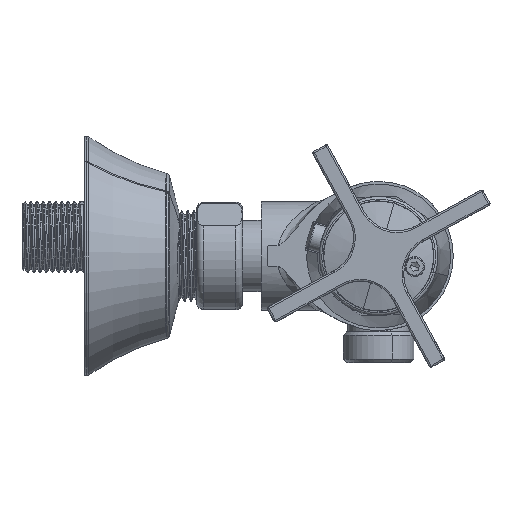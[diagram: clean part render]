
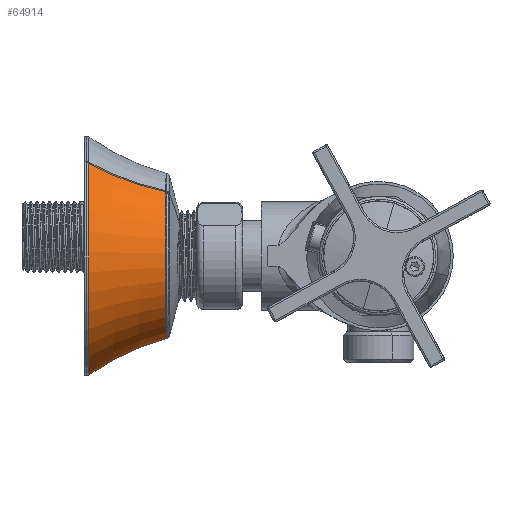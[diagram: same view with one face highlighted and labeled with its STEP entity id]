
A CAD part, left-side view. The second image highlights one B-rep face of the part: STEP entity #64914.
In plain terms, the highlighted toroidal (fillet/blend) face has major radius 92.341 mm and minor radius 70.5 mm.
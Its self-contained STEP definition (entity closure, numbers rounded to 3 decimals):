
#1534 = CIRCLE ( 'NONE', #86598, 34.816 ) ;
#6062 = DIRECTION ( 'NONE',  ( 0., 1., 0. ) ) ;
#14585 = DIRECTION ( 'NONE',  ( -0.788, 0., -0.616 ) ) ;
#14752 = AXIS2_PLACEMENT_3D ( 'NONE', #36370, #62945, #36799 ) ;
#17652 = CIRCLE ( 'NONE', #14752, 70.5 ) ;
#21479 = VERTEX_POINT ( 'NONE', #69883 ) ;
#23588 = EDGE_CURVE ( 'NONE', #32365, #63423, #60469, .T. ) ;
#26278 = CARTESIAN_POINT ( 'NONE',  ( -5.936, 84.738, 27.435 ) ) ;
#27709 = CARTESIAN_POINT ( 'NONE',  ( 15.5, 43.98, 0. ) ) ;
#32365 = VERTEX_POINT ( 'NONE', #56818 ) ;
#33502 = DIRECTION ( 'NONE',  ( 0.616, 0., -0.788 ) ) ;
#35272 = DIRECTION ( 'NONE',  ( -0.616, 0., 0.788 ) ) ;
#36370 = CARTESIAN_POINT ( 'NONE',  ( 72.353, 43.98, -72.763 ) ) ;
#36799 = DIRECTION ( 'NONE',  ( 0.616, 0., -0.788 ) ) ;
#38555 = VERTEX_POINT ( 'NONE', #26278 ) ;
#42184 = ORIENTED_EDGE ( 'NONE', *, *, #46129, .F. ) ;
#46129 = EDGE_CURVE ( 'NONE', #38555, #63423, #73559, .T. ) ;
#46270 = AXIS2_PLACEMENT_3D ( 'NONE', #64532, #14585, #35272 ) ;
#47749 = TOROIDAL_SURFACE ( 'NONE', #57767, 92.341, 70.5 ) ;
#48629 = DIRECTION ( 'NONE',  ( 0.616, 0., -0.788 ) ) ;
#49024 = ORIENTED_EDGE ( 'NONE', *, *, #23588, .T. ) ;
#55179 = FACE_OUTER_BOUND ( 'NONE', #80608, .T. ) ;
#56818 = CARTESIAN_POINT ( 'NONE',  ( 30.382, 61.96, -19.047 ) ) ;
#57767 = AXIS2_PLACEMENT_3D ( 'NONE', #27709, #63710, #69588 ) ;
#60311 = ORIENTED_EDGE ( 'NONE', *, *, #61713, .T. ) ;
#60469 = CIRCLE ( 'NONE', #80813, 24.172 ) ;
#61418 = CARTESIAN_POINT ( 'NONE',  ( 15.5, 61.96, 0. ) ) ;
#61713 = EDGE_CURVE ( 'NONE', #38555, #21479, #1534, .T. ) ;
#62945 = DIRECTION ( 'NONE',  ( 0.788, 0., 0.616 ) ) ;
#63423 = VERTEX_POINT ( 'NONE', #83125 ) ;
#63710 = DIRECTION ( 'NONE',  ( 0., 1., 0. ) ) ;
#64532 = CARTESIAN_POINT ( 'NONE',  ( -41.353, 43.98, 72.763 ) ) ;
#64914 = ADVANCED_FACE ( 'NONE', ( #55179 ), #47749, .F. ) ;
#66080 = EDGE_CURVE ( 'NONE', #21479, #32365, #17652, .T. ) ;
#68899 = DIRECTION ( 'NONE',  ( 0., -1., 0. ) ) ;
#69588 = DIRECTION ( 'NONE',  ( -0.616, 0., 0.788 ) ) ;
#69771 = CARTESIAN_POINT ( 'NONE',  ( 15.5, 84.738, 0. ) ) ;
#69883 = CARTESIAN_POINT ( 'NONE',  ( 36.936, 84.738, -27.435 ) ) ;
#72737 = ORIENTED_EDGE ( 'NONE', *, *, #66080, .T. ) ;
#73559 = CIRCLE ( 'NONE', #46270, 70.5 ) ;
#80608 = EDGE_LOOP ( 'NONE', ( #60311, #72737, #49024, #42184 ) ) ;
#80813 = AXIS2_PLACEMENT_3D ( 'NONE', #61418, #6062, #33502 ) ;
#83125 = CARTESIAN_POINT ( 'NONE',  ( 0.618, 61.96, 19.047 ) ) ;
#86598 = AXIS2_PLACEMENT_3D ( 'NONE', #69771, #68899, #48629 ) ;
